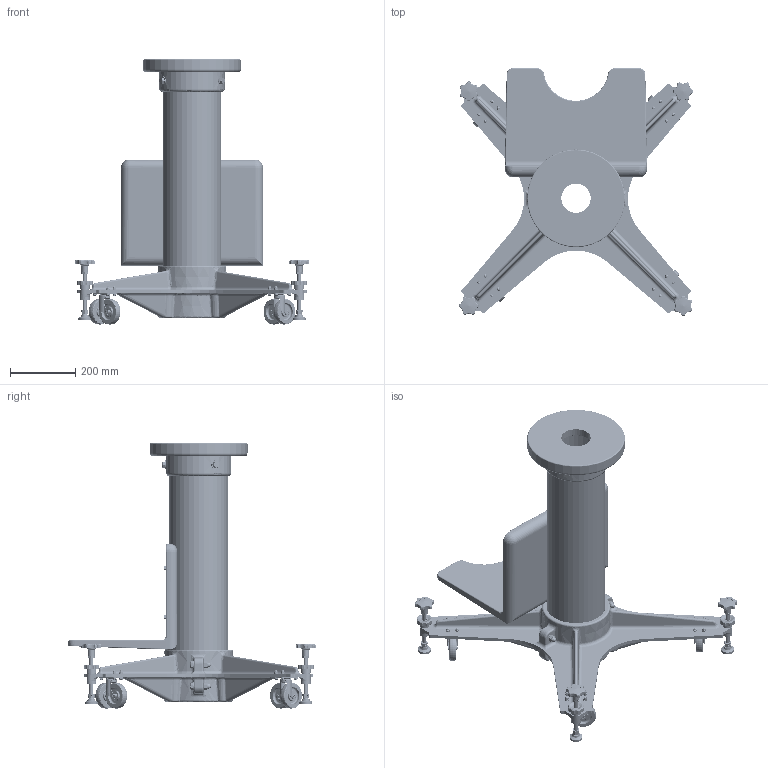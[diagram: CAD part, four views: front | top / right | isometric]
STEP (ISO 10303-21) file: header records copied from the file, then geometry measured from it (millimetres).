
FILE_DESCRIPTION(('STEP AP214'),'1');
FILE_NAME('assista.stp','2021-06-01T04:02:52',(' '),(' '),'Spatial InterOp 3D',' ',' ');
FILE_SCHEMA(('automotive_design'));
Length unit declared in the file: millimetre
Products named in the file (31): パーツ55; パーツ196; パーツ259; パーツ348; パーツ708; パーツ652; ボルト: 六角 - M6.0 x 20.0; パーツ275; パーツ251; ボルト: 六角 - M7.8 x 25.0; パーツ38
Assembly tree (30 placements, depth 2):
  (unnamed)
    パーツ55
    パーツ55
    パーツ196
    パーツ259
    パーツ348
    パーツ348
    パーツ348
    パーツ348
    パーツ708
    パーツ652
    パーツ652
    パーツ652
    パーツ652
    パーツ708
    パーツ708
    パーツ708
    ボルト: 六角 - M6.0 x 20.0
    ボルト: 六角 - M6.0 x 20.0
    ボルト: 六角 - M6.0 x 20.0
    ボルト: 六角 - M6.0 x 20.0
    パーツ275
    パーツ259
    パーツ259
    パーツ275
    パーツ275
    パーツ275
    パーツ251
    ボルト: 六角 - M7.8 x 25.0
    ボルト: 六角 - M7.8 x 25.0
    パーツ38
Bounding box: 718.86 x 759.43 x 813.39 mm (x, y, z)
Volume: 17665275.9 mm3; surface area: 2759462.2 mm2
Topology: 82 solids, 570 shells, 5135 faces, 14308 edges, 9898 vertices
Faces by surface type: plane 2126, cylinder 928, bspline 787, torus 617, cone 411, sphere 170, extrusion 88, revolution 8
Full cylindrical faces by diameter (mm): 2 x4, 4 x4, 4.5 x4, 6 x32, 6.5 x32, 7.8 x2, 8.5 x4, 11 x4, 11.5 x4, 11.7 x26, 12 x12, 12.7 x16, 13 x18, 15 x18, 15.748 x4, 17.6 x2, 18 x8, 19.757 x4, 20 x12, 21 x11, 23 x8, 25.5 x4, 26 x7, 30 x16, 32 x4, 38 x4, 39 x4, 40 x4, 52 x8, 90 x1
Entity records: 356599 total; most frequent: CARTESIAN_POINT 199471, ORIENTED_EDGE 23566, DIRECTION 21281, EDGE_CURVE 13263, VERTEX_POINT 9674, AXIS2_PLACEMENT_3D 8633, EDGE_LOOP 6117, STYLED_ITEM 5135
